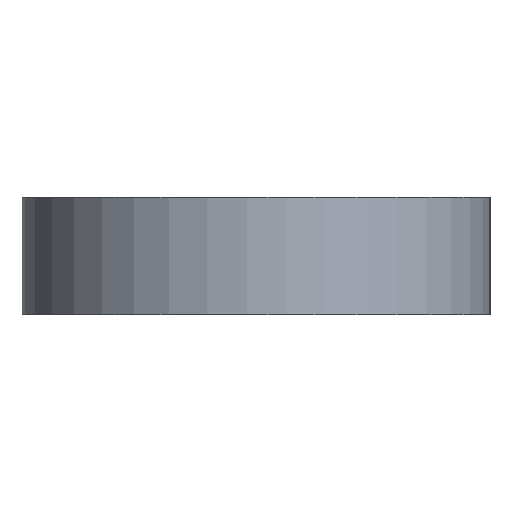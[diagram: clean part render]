
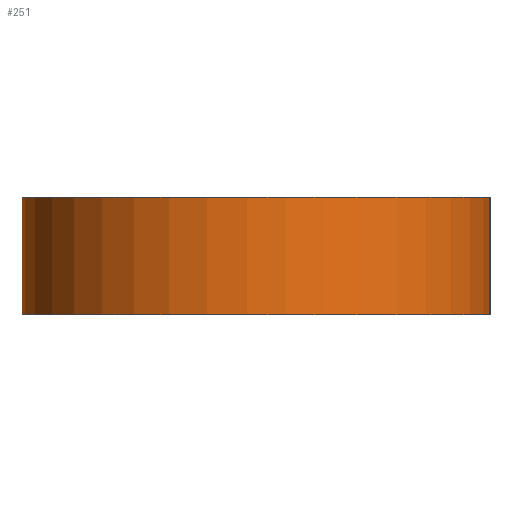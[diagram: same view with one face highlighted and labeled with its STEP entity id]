
A CAD part, front view. The second image highlights one B-rep face of the part: STEP entity #251.
In plain terms, the highlighted cylindrical face has radius 4 mm (diameter 8 mm), a partial arc.
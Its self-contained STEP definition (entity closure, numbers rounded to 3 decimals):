
#5 = CIRCLE ( 'NONE', #199, 4. ) ;
#6 = DIRECTION ( 'NONE',  ( 0., 0., -1. ) ) ;
#8 = EDGE_CURVE ( 'NONE', #93, #76, #190, .T. ) ;
#10 = DIRECTION ( 'NONE',  ( 0., 0., -1. ) ) ;
#11 = CARTESIAN_POINT ( 'NONE',  ( -0.626, -7.601, 2. ) ) ;
#16 = ORIENTED_EDGE ( 'NONE', *, *, #8, .T. ) ;
#21 = DIRECTION ( 'NONE',  ( 0., 0., 1. ) ) ;
#30 = CARTESIAN_POINT ( 'NONE',  ( -4.626, -7.601, 2. ) ) ;
#40 = LINE ( 'NONE', #148, #198 ) ;
#52 = AXIS2_PLACEMENT_3D ( 'NONE', #11, #226, #343 ) ;
#56 = CARTESIAN_POINT ( 'NONE',  ( -4.626, -7.601, 2. ) ) ;
#65 = CARTESIAN_POINT ( 'NONE',  ( -0.626, -7.601, 2. ) ) ;
#67 = VERTEX_POINT ( 'NONE', #244 ) ;
#73 = VECTOR ( 'NONE', #6, 1000. ) ;
#76 = VERTEX_POINT ( 'NONE', #159 ) ;
#93 = VERTEX_POINT ( 'NONE', #56 ) ;
#122 = CIRCLE ( 'NONE', #182, 4. ) ;
#148 = CARTESIAN_POINT ( 'NONE',  ( -0.126, -3.633, 2. ) ) ;
#152 = CARTESIAN_POINT ( 'NONE',  ( -0.626, -7.601, 0. ) ) ;
#155 = DIRECTION ( 'NONE',  ( 1., 0., 0. ) ) ;
#159 = CARTESIAN_POINT ( 'NONE',  ( -4.626, -7.601, 0. ) ) ;
#164 = EDGE_CURVE ( 'NONE', #76, #67, #5, .T. ) ;
#173 = EDGE_LOOP ( 'NONE', ( #317, #240, #211, #16 ) ) ;
#182 = AXIS2_PLACEMENT_3D ( 'NONE', #65, #258, #289 ) ;
#190 = LINE ( 'NONE', #30, #73 ) ;
#198 = VECTOR ( 'NONE', #10, 1000. ) ;
#199 = AXIS2_PLACEMENT_3D ( 'NONE', #152, #21, #155 ) ;
#204 = EDGE_CURVE ( 'NONE', #93, #209, #122, .T. ) ;
#209 = VERTEX_POINT ( 'NONE', #308 ) ;
#211 = ORIENTED_EDGE ( 'NONE', *, *, #204, .F. ) ;
#226 = DIRECTION ( 'NONE',  ( 0., 0., -1. ) ) ;
#240 = ORIENTED_EDGE ( 'NONE', *, *, #283, .F. ) ;
#244 = CARTESIAN_POINT ( 'NONE',  ( -0.126, -3.633, 0. ) ) ;
#251 = ADVANCED_FACE ( 'NONE', ( #254 ), #307, .T. ) ;
#254 = FACE_OUTER_BOUND ( 'NONE', #173, .T. ) ;
#258 = DIRECTION ( 'NONE',  ( 0., 0., 1. ) ) ;
#283 = EDGE_CURVE ( 'NONE', #209, #67, #40, .T. ) ;
#289 = DIRECTION ( 'NONE',  ( 1., 0., 0. ) ) ;
#307 = CYLINDRICAL_SURFACE ( 'NONE', #52, 4. ) ;
#308 = CARTESIAN_POINT ( 'NONE',  ( -0.126, -3.633, 2. ) ) ;
#317 = ORIENTED_EDGE ( 'NONE', *, *, #164, .T. ) ;
#343 = DIRECTION ( 'NONE',  ( -1., 0., 0. ) ) ;
